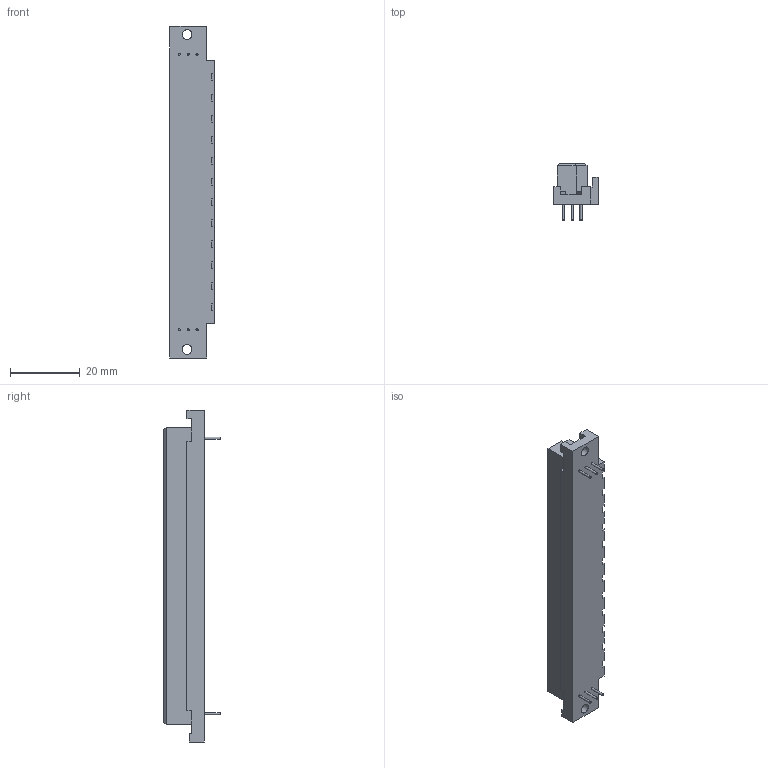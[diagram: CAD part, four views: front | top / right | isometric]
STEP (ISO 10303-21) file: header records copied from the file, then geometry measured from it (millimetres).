
FILE_DESCRIPTION((''),'2;1');
FILE_NAME( '0903_DIN_har-bus_C_straight_female_96_p_coding.stp','2005-11-25T09:29:40',('User'),('SDRC'),'I-DEAS Master Series 9','UNIX','Yes');
FILE_SCHEMA(('AUTOMOTIVE_DESIGN { 1 0 10303 214 1 1 1 1 }'));
Length unit declared in the file: millimetre
Products named in the file (1): 0903_DIN_har-bus_C_straight_female_96_pole_coding
Bounding box: 12.7 x 16.1 x 94.9 mm (x, y, z)
Volume: 10266.5 mm3; surface area: 5538.2 mm2
Topology: 1 solids, 1 shells, 244 faces, 750 edges, 496 vertices
Faces by surface type: bspline 244
Entity records: 7687 total; most frequent: CARTESIAN_POINT 3133, ORIENTED_EDGE 1500, EDGE_CURVE 750, VERTEX_POINT 496, B_SPLINE_CURVE_WITH_KNOTS 447, QUASI_UNIFORM_CURVE 287, EDGE_LOOP 260, FACE_OUTER_BOUND 244
